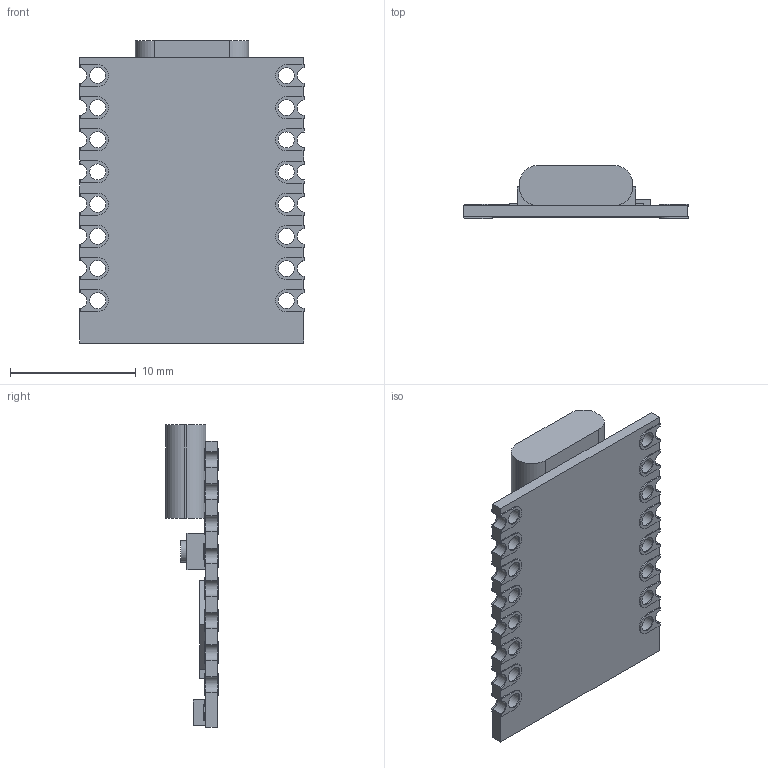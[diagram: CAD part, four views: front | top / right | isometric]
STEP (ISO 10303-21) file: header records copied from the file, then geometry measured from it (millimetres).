
FILE_DESCRIPTION(/* description */ (''),/* implementation_level */ '2;1');
FILE_NAME(/* name */ 'ESP32-C3 supermini v5.step',/* time_stamp */ '2023-09-13T14:27:41+02:00',/* author */ (''),/* organization */ (''),/* preprocessor_version */ 'ST-DEVELOPER v19.2',/* originating_system */ 'Autodesk Translation Framework v12.6.0.85',/* authorisation */ '');
FILE_SCHEMA (('AUTOMOTIVE_DESIGN { 1 0 10303 214 3 1 1 }'));
Length unit declared in the file: millimetre
Products named in the file (2): ESP32-C3 supermini; Component1
Assembly tree (1 placements, depth 2):
  ESP32-C3 supermini
    Component1
Bounding box: 17.8 x 4.2 x 24 mm (x, y, z)
Volume: 611 mm3; surface area: 1539.7 mm2
Topology: 61 solids, 61 shells, 806 faces, 2052 edges, 1368 vertices
Faces by surface type: plane 446, bspline 194, cylinder 166
Full cylindrical faces by diameter (mm): 1.27 x48, 1.7 x2
Entity records: 26300 total; most frequent: CARTESIAN_POINT 7527, ORIENTED_EDGE 4104, DIRECTION 3226, EDGE_CURVE 2052, VERTEX_POINT 1368, LINE 1332, VECTOR 1332, AXIS2_PLACEMENT_3D 947
